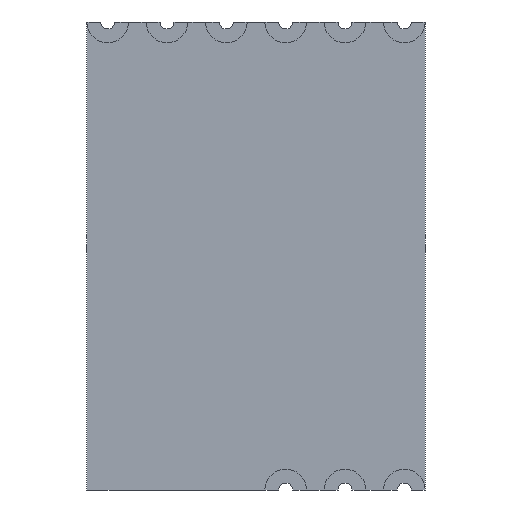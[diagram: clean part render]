
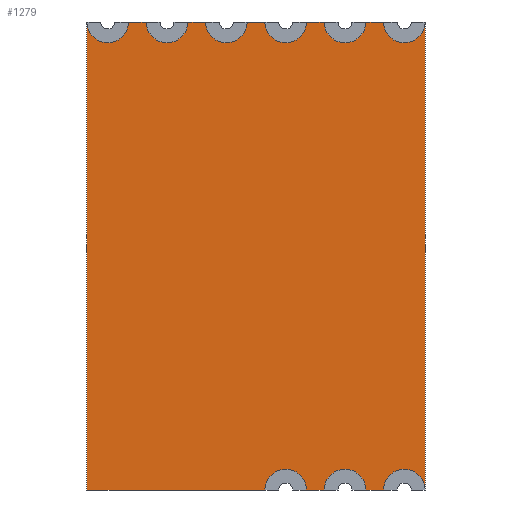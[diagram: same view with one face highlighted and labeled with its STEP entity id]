
A CAD part, front view. The second image highlights one B-rep face of the part: STEP entity #1279.
In plain terms, the highlighted planar face has unit normal (0, -1, 0).
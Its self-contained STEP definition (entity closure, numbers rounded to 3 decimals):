
#45=PLANE('',#1412);
#157=FACE_OUTER_BOUND('',#223,.T.);
#223=EDGE_LOOP('',(#1148,#1149,#1150,#1151,#1152,#1153,#1154,#1155,#1156,
#1157,#1158,#1159,#1160,#1161,#1162,#1163,#1164,#1165,#1166));
#336=LINE('',#2107,#462);
#338=LINE('',#2111,#464);
#339=LINE('',#2113,#465);
#340=LINE('',#2115,#466);
#341=LINE('',#2117,#467);
#342=LINE('',#2120,#468);
#345=LINE('',#2125,#471);
#346=LINE('',#2127,#472);
#347=LINE('',#2129,#473);
#348=LINE('',#2130,#474);
#462=VECTOR('',#1731,10.);
#464=VECTOR('',#1737,10.);
#465=VECTOR('',#1740,10.);
#466=VECTOR('',#1743,10.);
#467=VECTOR('',#1746,10.);
#468=VECTOR('',#1749,10.);
#471=VECTOR('',#1756,10.);
#472=VECTOR('',#1759,10.);
#473=VECTOR('',#1762,10.);
#474=VECTOR('',#1763,10.);
#509=CIRCLE('',#1345,0.75);
#512=CIRCLE('',#1350,0.75);
#515=CIRCLE('',#1355,0.75);
#518=CIRCLE('',#1360,0.75);
#521=CIRCLE('',#1365,0.75);
#524=CIRCLE('',#1370,0.75);
#527=CIRCLE('',#1375,0.75);
#530=CIRCLE('',#1380,0.75);
#533=CIRCLE('',#1385,0.75);
#594=VERTEX_POINT('',#1934);
#595=VERTEX_POINT('',#1936);
#600=VERTEX_POINT('',#1949);
#601=VERTEX_POINT('',#1951);
#606=VERTEX_POINT('',#1964);
#607=VERTEX_POINT('',#1966);
#612=VERTEX_POINT('',#1979);
#613=VERTEX_POINT('',#1981);
#618=VERTEX_POINT('',#1994);
#619=VERTEX_POINT('',#1996);
#624=VERTEX_POINT('',#2009);
#625=VERTEX_POINT('',#2011);
#630=VERTEX_POINT('',#2024);
#631=VERTEX_POINT('',#2026);
#636=VERTEX_POINT('',#2039);
#637=VERTEX_POINT('',#2041);
#642=VERTEX_POINT('',#2054);
#643=VERTEX_POINT('',#2056);
#650=VERTEX_POINT('',#2119);
#728=EDGE_CURVE('',#595,#594,#509,.T.);
#735=EDGE_CURVE('',#601,#600,#512,.T.);
#742=EDGE_CURVE('',#607,#606,#515,.T.);
#749=EDGE_CURVE('',#613,#612,#518,.T.);
#756=EDGE_CURVE('',#619,#618,#521,.T.);
#763=EDGE_CURVE('',#625,#624,#524,.T.);
#770=EDGE_CURVE('',#631,#630,#527,.T.);
#777=EDGE_CURVE('',#637,#636,#530,.T.);
#784=EDGE_CURVE('',#643,#642,#533,.T.);
#814=EDGE_CURVE('',#606,#619,#336,.T.);
#816=EDGE_CURVE('',#612,#607,#338,.T.);
#817=EDGE_CURVE('',#636,#595,#339,.T.);
#818=EDGE_CURVE('',#618,#643,#340,.T.);
#819=EDGE_CURVE('',#642,#637,#341,.T.);
#820=EDGE_CURVE('',#650,#601,#342,.T.);
#823=EDGE_CURVE('',#630,#625,#345,.T.);
#824=EDGE_CURVE('',#600,#631,#346,.T.);
#825=EDGE_CURVE('',#594,#650,#347,.T.);
#826=EDGE_CURVE('',#624,#613,#348,.T.);
#1148=ORIENTED_EDGE('',*,*,#728,.T.);
#1149=ORIENTED_EDGE('',*,*,#825,.T.);
#1150=ORIENTED_EDGE('',*,*,#820,.T.);
#1151=ORIENTED_EDGE('',*,*,#735,.T.);
#1152=ORIENTED_EDGE('',*,*,#824,.T.);
#1153=ORIENTED_EDGE('',*,*,#770,.T.);
#1154=ORIENTED_EDGE('',*,*,#823,.T.);
#1155=ORIENTED_EDGE('',*,*,#763,.T.);
#1156=ORIENTED_EDGE('',*,*,#826,.T.);
#1157=ORIENTED_EDGE('',*,*,#749,.T.);
#1158=ORIENTED_EDGE('',*,*,#816,.T.);
#1159=ORIENTED_EDGE('',*,*,#742,.T.);
#1160=ORIENTED_EDGE('',*,*,#814,.T.);
#1161=ORIENTED_EDGE('',*,*,#756,.T.);
#1162=ORIENTED_EDGE('',*,*,#818,.T.);
#1163=ORIENTED_EDGE('',*,*,#784,.T.);
#1164=ORIENTED_EDGE('',*,*,#819,.T.);
#1165=ORIENTED_EDGE('',*,*,#777,.T.);
#1166=ORIENTED_EDGE('',*,*,#817,.T.);
#1279=ADVANCED_FACE('',(#157),#45,.F.);
#1345=AXIS2_PLACEMENT_3D('',#1937,#1557,#1558);
#1350=AXIS2_PLACEMENT_3D('',#1952,#1571,#1572);
#1355=AXIS2_PLACEMENT_3D('',#1967,#1585,#1586);
#1360=AXIS2_PLACEMENT_3D('',#1982,#1599,#1600);
#1365=AXIS2_PLACEMENT_3D('',#1997,#1613,#1614);
#1370=AXIS2_PLACEMENT_3D('',#2012,#1627,#1628);
#1375=AXIS2_PLACEMENT_3D('',#2027,#1641,#1642);
#1380=AXIS2_PLACEMENT_3D('',#2042,#1655,#1656);
#1385=AXIS2_PLACEMENT_3D('',#2057,#1669,#1670);
#1412=AXIS2_PLACEMENT_3D('',#2128,#1760,#1761);
#1557=DIRECTION('center_axis',(0.,1.,0.));
#1558=DIRECTION('ref_axis',(-1.,0.,0.));
#1571=DIRECTION('center_axis',(0.,1.,0.));
#1572=DIRECTION('ref_axis',(-1.,0.,0.));
#1585=DIRECTION('center_axis',(0.,1.,0.));
#1586=DIRECTION('ref_axis',(-1.,0.,0.));
#1599=DIRECTION('center_axis',(0.,1.,0.));
#1600=DIRECTION('ref_axis',(-1.,0.,0.));
#1613=DIRECTION('center_axis',(0.,1.,0.));
#1614=DIRECTION('ref_axis',(-1.,0.,0.));
#1627=DIRECTION('center_axis',(0.,1.,0.));
#1628=DIRECTION('ref_axis',(-1.,0.,0.));
#1641=DIRECTION('center_axis',(0.,1.,0.));
#1642=DIRECTION('ref_axis',(-1.,0.,0.));
#1655=DIRECTION('center_axis',(0.,1.,0.));
#1656=DIRECTION('ref_axis',(-1.,0.,0.));
#1669=DIRECTION('center_axis',(0.,1.,0.));
#1670=DIRECTION('ref_axis',(-1.,0.,0.));
#1731=DIRECTION('',(-1.,0.,0.));
#1737=DIRECTION('',(-1.,0.,0.));
#1740=DIRECTION('',(-1.,0.,0.));
#1743=DIRECTION('',(-1.,0.,0.));
#1746=DIRECTION('',(-1.,0.,0.));
#1749=DIRECTION('',(1.,0.,0.));
#1756=DIRECTION('',(1.,0.,0.));
#1759=DIRECTION('',(1.,0.,0.));
#1760=DIRECTION('center_axis',(0.,1.,0.));
#1761=DIRECTION('ref_axis',(1.,0.,0.));
#1762=DIRECTION('',(0.,0.,-1.));
#1763=DIRECTION('',(0.,0.,1.));
#1934=CARTESIAN_POINT('',(0.,0.,16.88));
#1936=CARTESIAN_POINT('',(1.5,0.,16.88));
#1937=CARTESIAN_POINT('Origin',(0.75,0.,16.88));
#1949=CARTESIAN_POINT('',(7.92,0.,0.));
#1951=CARTESIAN_POINT('',(6.42,0.,0.));
#1952=CARTESIAN_POINT('Origin',(7.17,0.,0.));
#1964=CARTESIAN_POINT('',(8.56,0.,16.88));
#1966=CARTESIAN_POINT('',(10.06,0.,16.88));
#1967=CARTESIAN_POINT('Origin',(9.31,0.,16.88));
#1979=CARTESIAN_POINT('',(10.7,0.,16.88));
#1981=CARTESIAN_POINT('',(12.2,0.,16.88));
#1982=CARTESIAN_POINT('Origin',(11.45,0.,16.88));
#1994=CARTESIAN_POINT('',(6.42,0.,16.88));
#1996=CARTESIAN_POINT('',(7.92,0.,16.88));
#1997=CARTESIAN_POINT('Origin',(7.17,0.,16.88));
#2009=CARTESIAN_POINT('',(12.2,0.,0.));
#2011=CARTESIAN_POINT('',(10.7,0.,0.));
#2012=CARTESIAN_POINT('Origin',(11.45,0.,0.));
#2024=CARTESIAN_POINT('',(10.06,0.,0.));
#2026=CARTESIAN_POINT('',(8.56,0.,0.));
#2027=CARTESIAN_POINT('Origin',(9.31,0.,0.));
#2039=CARTESIAN_POINT('',(2.14,0.,16.88));
#2041=CARTESIAN_POINT('',(3.64,0.,16.88));
#2042=CARTESIAN_POINT('Origin',(2.89,0.,16.88));
#2054=CARTESIAN_POINT('',(4.28,0.,16.88));
#2056=CARTESIAN_POINT('',(5.78,0.,16.88));
#2057=CARTESIAN_POINT('Origin',(5.03,0.,16.88));
#2107=CARTESIAN_POINT('',(12.2,0.,16.88));
#2111=CARTESIAN_POINT('',(12.2,0.,16.88));
#2113=CARTESIAN_POINT('',(12.2,0.,16.88));
#2115=CARTESIAN_POINT('',(12.2,0.,16.88));
#2117=CARTESIAN_POINT('',(12.2,0.,16.88));
#2119=CARTESIAN_POINT('',(0.,0.,0.));
#2120=CARTESIAN_POINT('',(0.,0.,0.));
#2125=CARTESIAN_POINT('',(0.,0.,0.));
#2127=CARTESIAN_POINT('',(0.,0.,0.));
#2128=CARTESIAN_POINT('Origin',(6.1,0.,8.44));
#2129=CARTESIAN_POINT('',(0.,0.,16.88));
#2130=CARTESIAN_POINT('',(12.2,0.,0.));
